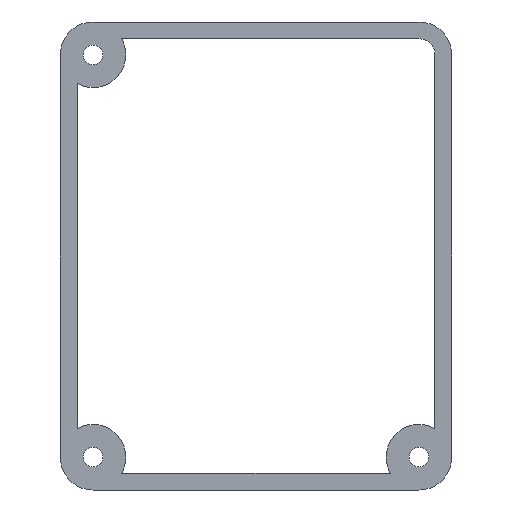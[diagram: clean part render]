
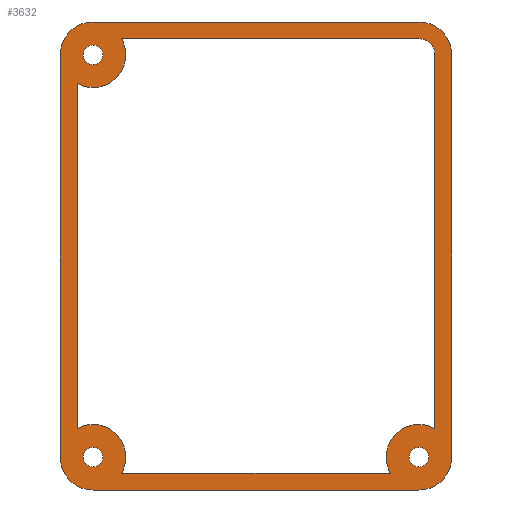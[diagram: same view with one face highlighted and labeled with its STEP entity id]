
A CAD part, front view. The second image highlights one B-rep face of the part: STEP entity #3632.
In plain terms, the highlighted planar face has unit normal (0, -1, 0).
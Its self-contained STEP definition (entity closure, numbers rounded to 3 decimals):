
#83=CIRCLE('',#3676,5.86);
#101=CIRCLE('',#3835,1.75);
#102=CIRCLE('',#3837,1.75);
#103=CIRCLE('',#3839,1.75);
#104=CIRCLE('',#3841,5.86);
#105=CIRCLE('',#3843,5.86);
#106=CIRCLE('',#3845,5.86);
#107=CIRCLE('',#3848,2.86);
#108=CIRCLE('',#3851,5.86);
#109=CIRCLE('',#3854,5.86);
#110=CIRCLE('',#3857,5.86);
#174=FACE_BOUND('',#575,.T.);
#175=FACE_BOUND('',#576,.T.);
#176=FACE_BOUND('',#577,.T.);
#177=FACE_BOUND('',#578,.T.);
#344=FACE_OUTER_BOUND('',#574,.T.);
#574=EDGE_LOOP('',(#3298,#3299,#3300,#3301,#3302,#3303,#3304,#3305));
#575=EDGE_LOOP('',(#3306,#3307,#3308,#3309,#3310,#3311,#3312,#3313));
#576=EDGE_LOOP('',(#3314));
#577=EDGE_LOOP('',(#3315));
#578=EDGE_LOOP('',(#3316));
#587=LINE('',#4747,#1047);
#652=LINE('',#4891,#1112);
#690=LINE('',#4969,#1150);
#744=LINE('',#5097,#1204);
#1030=LINE('',#5695,#1490);
#1031=LINE('',#5700,#1491);
#1035=LINE('',#5709,#1495);
#1037=LINE('',#5716,#1497);
#1047=VECTOR('',#3871,10.);
#1112=VECTOR('',#3972,10.);
#1150=VECTOR('',#4016,10.);
#1204=VECTOR('',#4104,10.);
#1490=VECTOR('',#4694,10.);
#1491=VECTOR('',#4701,10.);
#1495=VECTOR('',#4711,10.);
#1497=VECTOR('',#4719,10.);
#1507=VERTEX_POINT('',#4744);
#1508=VERTEX_POINT('',#4746);
#1568=VERTEX_POINT('',#4888);
#1569=VERTEX_POINT('',#4890);
#1602=VERTEX_POINT('',#4958);
#1605=VERTEX_POINT('',#4966);
#1606=VERTEX_POINT('',#4968);
#1662=VERTEX_POINT('',#5095);
#1663=VERTEX_POINT('',#5096);
#1819=VERTEX_POINT('',#5673);
#1820=VERTEX_POINT('',#5677);
#1821=VERTEX_POINT('',#5681);
#1822=VERTEX_POINT('',#5689);
#1823=VERTEX_POINT('',#5693);
#1824=VERTEX_POINT('',#5699);
#1825=VERTEX_POINT('',#5703);
#1826=VERTEX_POINT('',#5707);
#1827=VERTEX_POINT('',#5711);
#1828=VERTEX_POINT('',#5715);
#1837=EDGE_CURVE('',#1507,#1508,#587,.T.);
#1909=EDGE_CURVE('',#1568,#1569,#652,.T.);
#1944=EDGE_CURVE('',#1602,#1568,#83,.T.);
#1948=EDGE_CURVE('',#1605,#1606,#690,.T.);
#2011=EDGE_CURVE('',#1662,#1663,#744,.T.);
#2302=EDGE_CURVE('',#1819,#1819,#101,.T.);
#2304=EDGE_CURVE('',#1820,#1820,#102,.T.);
#2306=EDGE_CURVE('',#1821,#1821,#103,.T.);
#2307=EDGE_CURVE('',#1663,#1507,#104,.T.);
#2308=EDGE_CURVE('',#1606,#1662,#105,.T.);
#2310=EDGE_CURVE('',#1822,#1605,#106,.T.);
#2312=EDGE_CURVE('',#1823,#1822,#1030,.T.);
#2313=EDGE_CURVE('',#1508,#1823,#107,.T.);
#2314=EDGE_CURVE('',#1824,#1602,#1031,.T.);
#2317=EDGE_CURVE('',#1825,#1824,#108,.T.);
#2319=EDGE_CURVE('',#1826,#1825,#1035,.T.);
#2320=EDGE_CURVE('',#1827,#1826,#109,.T.);
#2322=EDGE_CURVE('',#1828,#1827,#1037,.T.);
#2324=EDGE_CURVE('',#1569,#1828,#110,.T.);
#3298=ORIENTED_EDGE('',*,*,#1944,.F.);
#3299=ORIENTED_EDGE('',*,*,#2314,.F.);
#3300=ORIENTED_EDGE('',*,*,#2317,.F.);
#3301=ORIENTED_EDGE('',*,*,#2319,.F.);
#3302=ORIENTED_EDGE('',*,*,#2320,.F.);
#3303=ORIENTED_EDGE('',*,*,#2322,.F.);
#3304=ORIENTED_EDGE('',*,*,#2324,.F.);
#3305=ORIENTED_EDGE('',*,*,#1909,.F.);
#3306=ORIENTED_EDGE('',*,*,#2313,.F.);
#3307=ORIENTED_EDGE('',*,*,#1837,.F.);
#3308=ORIENTED_EDGE('',*,*,#2307,.F.);
#3309=ORIENTED_EDGE('',*,*,#2011,.F.);
#3310=ORIENTED_EDGE('',*,*,#2308,.F.);
#3311=ORIENTED_EDGE('',*,*,#1948,.F.);
#3312=ORIENTED_EDGE('',*,*,#2310,.F.);
#3313=ORIENTED_EDGE('',*,*,#2312,.F.);
#3314=ORIENTED_EDGE('',*,*,#2306,.F.);
#3315=ORIENTED_EDGE('',*,*,#2304,.F.);
#3316=ORIENTED_EDGE('',*,*,#2302,.F.);
#3465=PLANE('',#3858);
#3632=ADVANCED_FACE('',(#344,#174,#175,#176,#177),#3465,.F.);
#3676=AXIS2_PLACEMENT_3D('',#4960,#4009,#4010);
#3835=AXIS2_PLACEMENT_3D('',#5675,#4666,#4667);
#3837=AXIS2_PLACEMENT_3D('',#5679,#4671,#4672);
#3839=AXIS2_PLACEMENT_3D('',#5683,#4676,#4677);
#3841=AXIS2_PLACEMENT_3D('',#5685,#4680,#4681);
#3843=AXIS2_PLACEMENT_3D('',#5687,#4684,#4685);
#3845=AXIS2_PLACEMENT_3D('',#5691,#4689,#4690);
#3848=AXIS2_PLACEMENT_3D('',#5697,#4697,#4698);
#3851=AXIS2_PLACEMENT_3D('',#5705,#4706,#4707);
#3854=AXIS2_PLACEMENT_3D('',#5712,#4714,#4715);
#3857=AXIS2_PLACEMENT_3D('',#5719,#4723,#4724);
#3858=AXIS2_PLACEMENT_3D('',#5720,#4725,#4726);
#3871=DIRECTION('',(0.,0.,1.));
#3972=DIRECTION('',(0.,0.,-1.));
#4009=DIRECTION('center_axis',(0.,1.,0.));
#4010=DIRECTION('ref_axis',(0.,0.,1.));
#4016=DIRECTION('',(0.,0.,-1.));
#4104=DIRECTION('',(1.,0.,0.));
#4666=DIRECTION('center_axis',(0.,-1.,0.));
#4667=DIRECTION('ref_axis',(1.,0.,0.));
#4671=DIRECTION('center_axis',(0.,-1.,0.));
#4672=DIRECTION('ref_axis',(1.,0.,0.));
#4676=DIRECTION('center_axis',(0.,-1.,0.));
#4677=DIRECTION('ref_axis',(1.,0.,0.));
#4680=DIRECTION('center_axis',(0.,1.,0.));
#4681=DIRECTION('ref_axis',(-0.873,0.,-0.488));
#4684=DIRECTION('center_axis',(0.,1.,0.));
#4685=DIRECTION('ref_axis',(-0.488,0.,0.873));
#4689=DIRECTION('center_axis',(0.,1.,0.));
#4690=DIRECTION('ref_axis',(0.873,0.,0.488));
#4694=DIRECTION('',(-1.,0.,0.));
#4697=DIRECTION('center_axis',(0.,-1.,0.));
#4698=DIRECTION('ref_axis',(0.,0.,-1.));
#4701=DIRECTION('',(1.,0.,0.));
#4706=DIRECTION('center_axis',(0.,1.,0.));
#4707=DIRECTION('ref_axis',(-1.,0.,0.));
#4711=DIRECTION('',(0.,0.,1.));
#4714=DIRECTION('center_axis',(0.,1.,0.));
#4715=DIRECTION('ref_axis',(0.,0.,-1.));
#4719=DIRECTION('',(-1.,0.,0.));
#4723=DIRECTION('center_axis',(0.,1.,0.));
#4724=DIRECTION('ref_axis',(1.,0.,0.));
#4725=DIRECTION('center_axis',(0.,1.,0.));
#4726=DIRECTION('ref_axis',(0.,0.,1.));
#4744=CARTESIAN_POINT('',(2.86,0.,-72.615));
#4746=CARTESIAN_POINT('',(2.86,0.,-5.86));
#4747=CARTESIAN_POINT('',(2.86,0.,-72.615));
#4888=CARTESIAN_POINT('',(5.86,0.,-5.86));
#4890=CARTESIAN_POINT('',(5.86,0.,-77.73));
#4891=CARTESIAN_POINT('',(5.86,0.,-5.86));
#4958=CARTESIAN_POINT('',(0.,0.,0.));
#4960=CARTESIAN_POINT('Origin',(0.,0.,-5.86));
#4966=CARTESIAN_POINT('',(-61.08,0.,-10.975));
#4968=CARTESIAN_POINT('',(-61.08,0.,-72.615));
#4969=CARTESIAN_POINT('',(-61.08,0.,-10.975));
#5095=CARTESIAN_POINT('',(-53.105,0.,-80.59));
#5096=CARTESIAN_POINT('',(-5.115,0.,-80.59));
#5097=CARTESIAN_POINT('',(-53.105,0.,-80.59));
#5673=CARTESIAN_POINT('',(-59.97,0.,-77.73));
#5675=CARTESIAN_POINT('Origin',(-58.22,0.,-77.73));
#5677=CARTESIAN_POINT('',(-59.97,0.,-5.86));
#5679=CARTESIAN_POINT('Origin',(-58.22,0.,-5.86));
#5681=CARTESIAN_POINT('',(-1.75,0.,-77.73));
#5683=CARTESIAN_POINT('Origin',(0.,0.,-77.73));
#5685=CARTESIAN_POINT('Origin',(0.,0.,-77.73));
#5687=CARTESIAN_POINT('Origin',(-58.22,0.,-77.73));
#5689=CARTESIAN_POINT('',(-53.105,0.,-3.));
#5691=CARTESIAN_POINT('Origin',(-58.22,0.,-5.86));
#5693=CARTESIAN_POINT('',(0.,0.,-3.));
#5695=CARTESIAN_POINT('',(0.,0.,-3.));
#5697=CARTESIAN_POINT('Origin',(0.,0.,-5.86));
#5699=CARTESIAN_POINT('',(-58.22,0.,0.));
#5700=CARTESIAN_POINT('',(-58.22,0.,0.));
#5703=CARTESIAN_POINT('',(-64.08,0.,-5.86));
#5705=CARTESIAN_POINT('Origin',(-58.22,0.,-5.86));
#5707=CARTESIAN_POINT('',(-64.08,0.,-77.73));
#5709=CARTESIAN_POINT('',(-64.08,0.,-77.73));
#5711=CARTESIAN_POINT('',(-58.22,0.,-83.59));
#5712=CARTESIAN_POINT('Origin',(-58.22,0.,-77.73));
#5715=CARTESIAN_POINT('',(0.,0.,-83.59));
#5716=CARTESIAN_POINT('',(0.,0.,-83.59));
#5719=CARTESIAN_POINT('Origin',(0.,0.,-77.73));
#5720=CARTESIAN_POINT('Origin',(-29.11,0.,-41.795));
